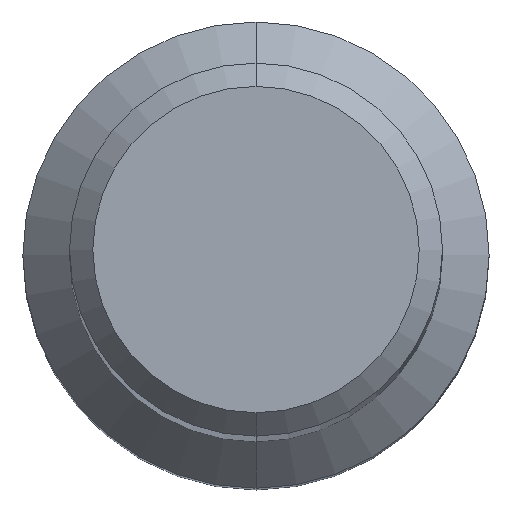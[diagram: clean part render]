
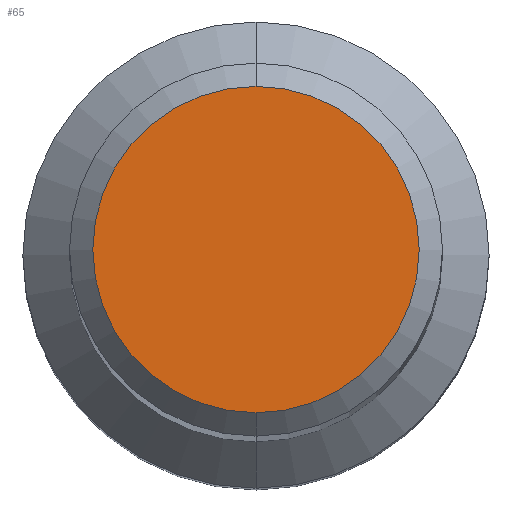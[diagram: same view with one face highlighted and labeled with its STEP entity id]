
A CAD part, top view. The second image highlights one B-rep face of the part: STEP entity #65.
In plain terms, the highlighted planar face has unit normal (0, 0, 1).
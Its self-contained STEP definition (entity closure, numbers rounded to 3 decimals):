
#51=PLANE('',#346);
#65=ADVANCED_FACE('',(#83),#51,.F.);
#83=FACE_OUTER_BOUND('',#97,.T.);
#97=EDGE_LOOP('',(#144,#145));
#144=ORIENTED_EDGE('',*,*,#180,.F.);
#145=ORIENTED_EDGE('',*,*,#183,.F.);
#158=VERTEX_POINT('',#504);
#159=VERTEX_POINT('',#505);
#180=EDGE_CURVE('',#158,#159,#199,.T.);
#183=EDGE_CURVE('',#159,#158,#200,.T.);
#199=CIRCLE('',#342,3.5);
#200=CIRCLE('',#344,3.5);
#342=AXIS2_PLACEMENT_3D('',#503,#431,#432);
#344=AXIS2_PLACEMENT_3D('',#509,#437,#438);
#346=AXIS2_PLACEMENT_3D('',#511,#441,#442);
#431=DIRECTION('',(0.,0.,-1.));
#432=DIRECTION('',(0.,1.,0.));
#437=DIRECTION('',(0.,0.,-1.));
#438=DIRECTION('',(0.,-1.,0.));
#441=DIRECTION('',(0.,0.,-1.));
#442=DIRECTION('',(0.,1.,0.));
#503=CARTESIAN_POINT('',(0.,0.,90.));
#504=CARTESIAN_POINT('',(0.,3.5,90.));
#505=CARTESIAN_POINT('',(0.,-3.5,90.));
#509=CARTESIAN_POINT('',(0.,0.,90.));
#511=CARTESIAN_POINT('',(0.,0.,90.));
